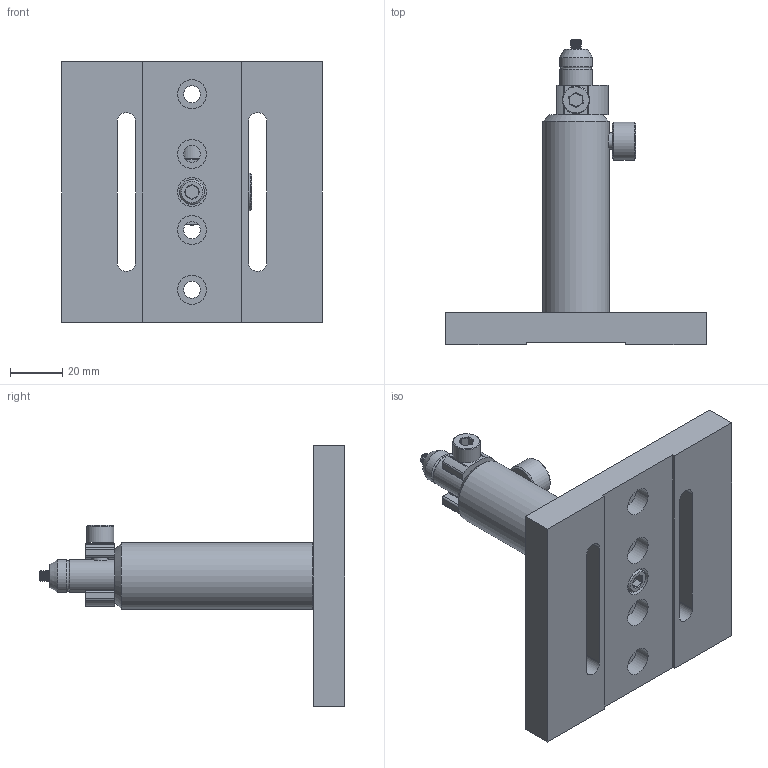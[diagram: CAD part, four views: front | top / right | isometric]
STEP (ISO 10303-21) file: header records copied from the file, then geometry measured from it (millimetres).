
FILE_DESCRIPTION (( 'STEP AP214' ), '1' );
FILE_NAME ('SK-10325 Stand-S-443-C-M (205661).STEP', '2022-10-24T19:39:33', ( '' ), ( '' ), 'SwSTEP 2.0', 'SolidWorks 2020', '' );
FILE_SCHEMA (( 'AUTOMOTIVE_DESIGN' ));
Length unit declared in the file: millimetre
Products named in the file (12): 100064; vis chh 1 _4-20X9.51; SS4MS10-Solidworks; SS6MS12-Solidworks; SK-10325 Stand-S-443-C-M (205661); Assemblage_Post_M4_M6; 140-107189- TIGE (3 POUCES) MÉTRIQUE; 7561_91251A537; 101540A; R2-Solidworks; BOUTON MOLETÉ
Assembly tree (11 placements, depth 3):
  SK-10325 Stand-S-443-C-M (205661)
    101540A
    100064
      100064
      BOUTON MOLETÉ
      vis chh 1 _4-20X9.51
    Assemblage_Post_M4_M6
      140-107189- TIGE (3 POUCES) MÉTRIQUE
      SS6MS12-Solidworks
      SS4MS10-Solidworks
    7561_91251A537
    R2-Solidworks
Bounding box: 100 x 117.07 x 100 mm (x, y, z)
Volume: 147482.2 mm3; surface area: 46044.9 mm2
Topology: 11 solids, 11 shells, 281 faces, 671 edges, 423 vertices
Faces by surface type: plane 116, cylinder 82, cone 73, bspline 6, torus 4
Full cylindrical faces by diameter (mm): 2.387 x14, 2.845 x14, 3.3 x1, 5 x1, 5.105 x2, 6.096 x1, 6.35 x4, 6.528 x5, 6.756 x1, 9.347 x1, 9.4 x1, 9.525 x1, 10.541 x1, 11.112 x5, 12.675 x3, 12.725 x1, 14.605 x1, 25.4 x1
Entity records: 14897 total; most frequent: CARTESIAN_POINT 6813, DIRECTION 1158, ORIENTED_EDGE 988, EDGE_CURVE 494, AXIS2_PLACEMENT_3D 480, EDGE_LOOP 434, VERTEX_POINT 364, FACE_OUTER_BOUND 343
